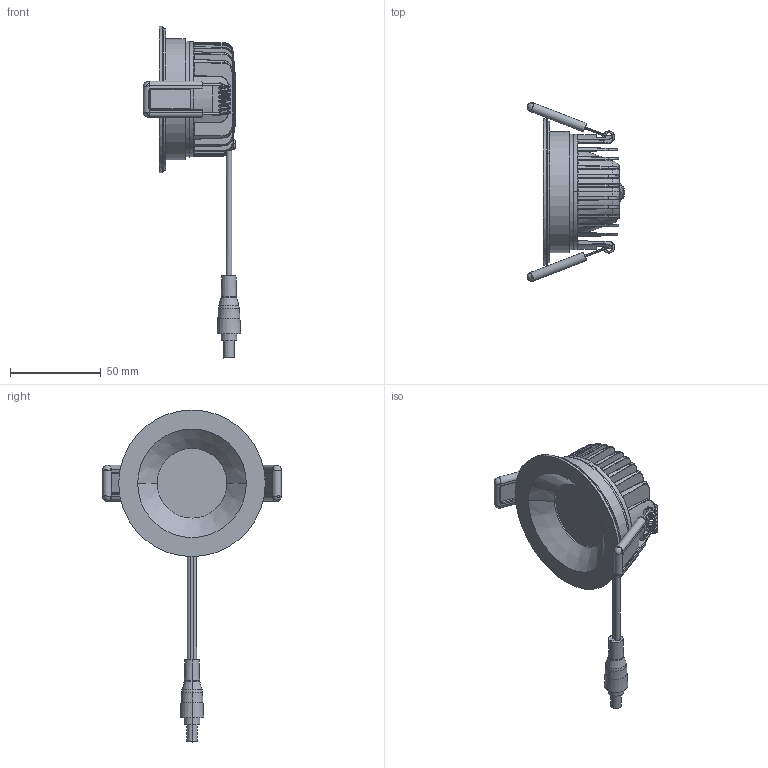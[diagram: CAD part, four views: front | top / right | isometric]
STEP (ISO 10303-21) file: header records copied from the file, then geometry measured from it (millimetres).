
FILE_DESCRIPTION (( 'STEP AP214' ), '1' );
FILE_NAME ('SP FP FIX.STEP', '2023-02-27T09:35:27', ( '' ), ( '' ), 'SwSTEP 2.0', 'SolidWorks 2020', '' );
FILE_SCHEMA (( 'AUTOMOTIVE_DESIGN' ));
Length unit declared in the file: millimetre
Products named in the file (1): SP FP FIX
Bounding box: 53.84 x 98.75 x 183.4 mm (x, y, z)
Volume: 76875 mm3; surface area: 58272.8 mm2
Topology: 13 solids, 15 shells, 1078 faces, 2700 edges, 1645 vertices
Faces by surface type: bspline 382, cylinder 235, plane 177, torus 139, cone 85, sphere 60
Entity records: 86112 total; most frequent: CARTESIAN_POINT 51897, ORIENTED_EDGE 5362, DIRECTION 3509, EDGE_CURVE 2681, VERTEX_POINT 1645, AXIS2_PLACEMENT_3D 1465, B_SPLINE_CURVE_WITH_KNOTS 1304, EDGE_LOOP 1100
